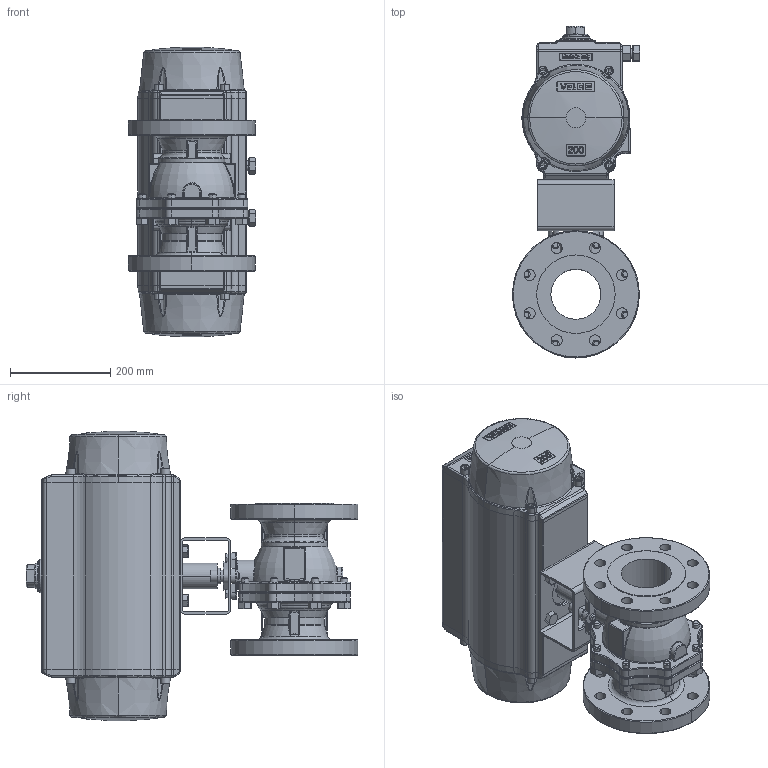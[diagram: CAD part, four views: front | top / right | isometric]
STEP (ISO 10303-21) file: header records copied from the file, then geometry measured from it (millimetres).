
FILE_DESCRIPTION (( 'STEP AP203' ), '1' );
FILE_NAME ('6801F-400_UT-6.STEP', '2017-12-07T21:47:29', ( '' ), ( '' ), 'SwSTEP 2.0', 'SolidWorks 2014', '' );
FILE_SCHEMA (( 'CONFIG_CONTROL_DESIGN' ));
Length unit declared in the file: inch
Products named in the file (1): 6801F-400_UT-6
Bounding box: 254.4 x 663.6 x 578.33 mm (x, y, z)
Surface area: 1248179.9 mm2 (no closed solid volume)
Topology: 0 solids, 40 shells, 1500 faces, 5099 edges, 3461 vertices
Faces by surface type: plane 476, cylinder 360, bspline 313, cone 178, torus 128, sphere 45
Entity records: 88436 total; most frequent: CARTESIAN_POINT 48764, ORIENTED_EDGE 8075, DIRECTION 7291, EDGE_CURVE 5060, VERTEX_POINT 3461, AXIS2_PLACEMENT_3D 2750, LINE 1791, VECTOR 1791
